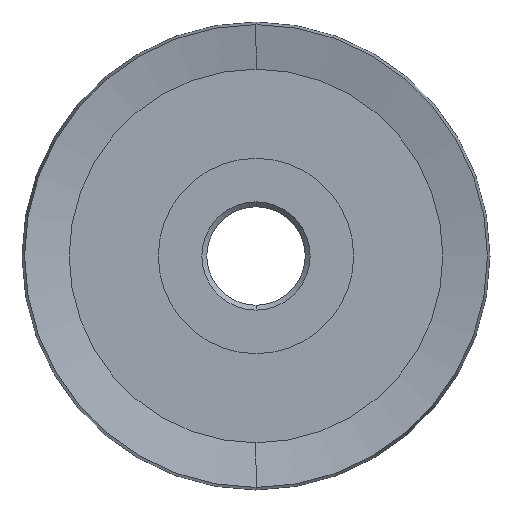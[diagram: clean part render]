
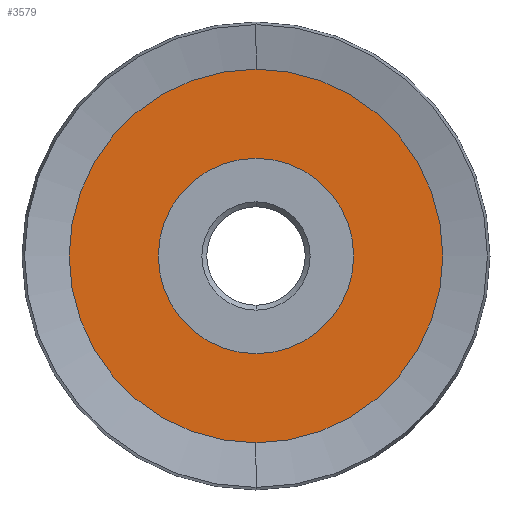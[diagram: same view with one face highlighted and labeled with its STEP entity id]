
A CAD part, left-side view. The second image highlights one B-rep face of the part: STEP entity #3579.
In plain terms, the highlighted planar face has unit normal (-1, 0, 0).
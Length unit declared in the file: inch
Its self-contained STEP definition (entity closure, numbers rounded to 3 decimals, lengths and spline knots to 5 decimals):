
#52 = ORIENTED_EDGE ( 'NONE', *, *, #5790, .F. ) ;
#473 = CARTESIAN_POINT ( 'NONE',  ( 0.0315, 0., 0.248 ) ) ;
#589 = PLANE ( 'NONE',  #6073 ) ;
#625 = DIRECTION ( 'NONE',  ( -1., 0., 0. ) ) ;
#854 = CIRCLE ( 'NONE', #2080, 0.248 ) ;
#1126 = VERTEX_POINT ( 'NONE', #3998 ) ;
#1506 = CARTESIAN_POINT ( 'NONE',  ( 0.0315, 0., 0. ) ) ;
#1825 = CARTESIAN_POINT ( 'NONE',  ( 0.0315, 0., 0. ) ) ;
#1923 = EDGE_LOOP ( 'NONE', ( #4305, #52 ) ) ;
#2011 = DIRECTION ( 'NONE',  ( 0., 0., 1. ) ) ;
#2080 = AXIS2_PLACEMENT_3D ( 'NONE', #2702, #6121, #3186 ) ;
#2190 = CARTESIAN_POINT ( 'NONE',  ( 0.0315, 0., -0.248 ) ) ;
#2240 = CIRCLE ( 'NONE', #3524, 0.248 ) ;
#2337 = DIRECTION ( 'NONE',  ( 0., 0., 1. ) ) ;
#2702 = CARTESIAN_POINT ( 'NONE',  ( 0.0315, 0., 0. ) ) ;
#2902 = FACE_BOUND ( 'NONE', #1923, .T. ) ;
#2939 = DIRECTION ( 'NONE',  ( -1., 0., 0. ) ) ;
#2981 = CIRCLE ( 'NONE', #6013, 0.47419 ) ;
#3062 = CIRCLE ( 'NONE', #4854, 0.47419 ) ;
#3186 = DIRECTION ( 'NONE',  ( 0., 0., 1. ) ) ;
#3304 = EDGE_LOOP ( 'NONE', ( #4056, #6278 ) ) ;
#3477 = CARTESIAN_POINT ( 'NONE',  ( 0.0315, 0., 0.47419 ) ) ;
#3524 = AXIS2_PLACEMENT_3D ( 'NONE', #5862, #2939, #6341 ) ;
#3579 = ADVANCED_FACE ( 'NONE', ( #2902, #4360 ), #589, .T. ) ;
#3728 = VERTEX_POINT ( 'NONE', #2190 ) ;
#3890 = VERTEX_POINT ( 'NONE', #3477 ) ;
#3998 = CARTESIAN_POINT ( 'NONE',  ( 0.0315, 0., -0.47419 ) ) ;
#4035 = DIRECTION ( 'NONE',  ( 0., 0., 1. ) ) ;
#4056 = ORIENTED_EDGE ( 'NONE', *, *, #5724, .T. ) ;
#4268 = VERTEX_POINT ( 'NONE', #473 ) ;
#4305 = ORIENTED_EDGE ( 'NONE', *, *, #5584, .F. ) ;
#4360 = FACE_OUTER_BOUND ( 'NONE', #3304, .T. ) ;
#4531 = CARTESIAN_POINT ( 'NONE',  ( 0.0315, 0., 0. ) ) ;
#4854 = AXIS2_PLACEMENT_3D ( 'NONE', #1506, #4941, #2011 ) ;
#4941 = DIRECTION ( 'NONE',  ( -1., 0., 0. ) ) ;
#5257 = DIRECTION ( 'NONE',  ( -1., 0., 0. ) ) ;
#5584 = EDGE_CURVE ( 'NONE', #4268, #3728, #2240, .T. ) ;
#5724 = EDGE_CURVE ( 'NONE', #3890, #1126, #3062, .T. ) ;
#5790 = EDGE_CURVE ( 'NONE', #3728, #4268, #854, .T. ) ;
#5862 = CARTESIAN_POINT ( 'NONE',  ( 0.0315, 0., 0. ) ) ;
#5902 = EDGE_CURVE ( 'NONE', #1126, #3890, #2981, .T. ) ;
#6013 = AXIS2_PLACEMENT_3D ( 'NONE', #1825, #5257, #2337 ) ;
#6073 = AXIS2_PLACEMENT_3D ( 'NONE', #4531, #625, #4035 ) ;
#6121 = DIRECTION ( 'NONE',  ( -1., 0., 0. ) ) ;
#6278 = ORIENTED_EDGE ( 'NONE', *, *, #5902, .T. ) ;
#6341 = DIRECTION ( 'NONE',  ( 0., 0., 1. ) ) ;
